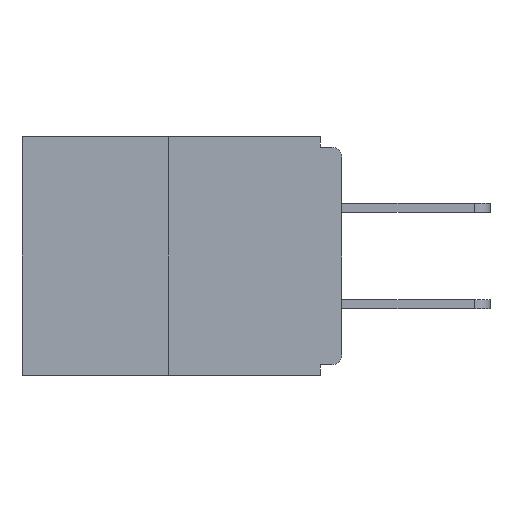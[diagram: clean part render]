
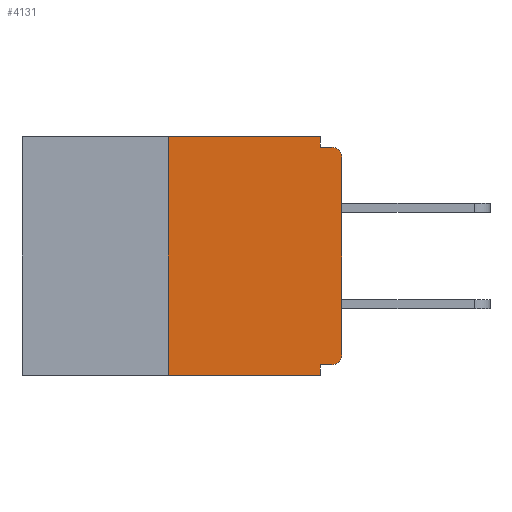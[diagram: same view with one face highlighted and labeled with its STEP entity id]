
A CAD part, left-side view. The second image highlights one B-rep face of the part: STEP entity #4131.
In plain terms, the highlighted planar face has unit normal (-1, 0, 0).
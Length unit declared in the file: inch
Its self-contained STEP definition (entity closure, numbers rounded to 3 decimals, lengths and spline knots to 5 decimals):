
#74 = DIRECTION ( 'NONE',  ( 0., 0., -1. ) ) ;
#174 = CARTESIAN_POINT ( 'NONE',  ( 0., 0.25, -0.343 ) ) ;
#238 = EDGE_CURVE ( 'NONE', #13569, #15112, #5063, .T. ) ;
#353 = VERTEX_POINT ( 'NONE', #8294 ) ;
#683 = DIRECTION ( 'NONE',  ( 0., 0., -1. ) ) ;
#757 = CARTESIAN_POINT ( 'NONE',  ( 0., 0.031, -0.343 ) ) ;
#975 = DIRECTION ( 'NONE',  ( 0., 1., 0. ) ) ;
#1650 = CARTESIAN_POINT ( 'NONE',  ( 0., 0.031, -0.343 ) ) ;
#1764 = VERTEX_POINT ( 'NONE', #11323 ) ;
#1964 = DIRECTION ( 'NONE',  ( 0., -1., 0. ) ) ;
#2052 = VERTEX_POINT ( 'NONE', #5789 ) ;
#2503 = EDGE_CURVE ( 'NONE', #353, #8261, #5485, .T. ) ;
#2871 = VECTOR ( 'NONE', #7114, 39.37008 ) ;
#2878 = VERTEX_POINT ( 'NONE', #8072 ) ;
#2908 = VERTEX_POINT ( 'NONE', #174 ) ;
#2943 = LINE ( 'NONE', #5119, #19407 ) ;
#3388 = ORIENTED_EDGE ( 'NONE', *, *, #12030, .T. ) ;
#3410 = EDGE_LOOP ( 'NONE', ( #4849, #12712, #3388, #14990, #19452, #19153, #18178, #7369, #6343, #19768 ) ) ;
#3662 = VERTEX_POINT ( 'NONE', #11491 ) ;
#4131 = ADVANCED_FACE ( 'NONE', ( #7381 ), #4898, .F. ) ;
#4318 = CARTESIAN_POINT ( 'NONE',  ( 0., 0.015, -0.313 ) ) ;
#4849 = ORIENTED_EDGE ( 'NONE', *, *, #2503, .F. ) ;
#4885 = EDGE_CURVE ( 'NONE', #8261, #2878, #5858, .T. ) ;
#4898 = PLANE ( 'NONE',  #14939 ) ;
#5063 = LINE ( 'NONE', #18907, #19297 ) ;
#5119 = CARTESIAN_POINT ( 'NONE',  ( 0., 0., -0.015 ) ) ;
#5485 = LINE ( 'NONE', #19432, #16466 ) ;
#5789 = CARTESIAN_POINT ( 'NONE',  ( 0., 0.015, -0.328 ) ) ;
#5858 = LINE ( 'NONE', #7301, #8856 ) ;
#6153 = AXIS2_PLACEMENT_3D ( 'NONE', #4318, #7514, #15392 ) ;
#6343 = ORIENTED_EDGE ( 'NONE', *, *, #9880, .F. ) ;
#7114 = DIRECTION ( 'NONE',  ( 0., 0., -1. ) ) ;
#7301 = CARTESIAN_POINT ( 'NONE',  ( 0., 0.031, 0. ) ) ;
#7369 = ORIENTED_EDGE ( 'NONE', *, *, #9941, .T. ) ;
#7381 = FACE_OUTER_BOUND ( 'NONE', #3410, .T. ) ;
#7514 = DIRECTION ( 'NONE',  ( -1., 0., 0. ) ) ;
#8072 = CARTESIAN_POINT ( 'NONE',  ( 0., 0.031, -0.015 ) ) ;
#8261 = VERTEX_POINT ( 'NONE', #13696 ) ;
#8294 = CARTESIAN_POINT ( 'NONE',  ( 0., 0.25, 0. ) ) ;
#8848 = DIRECTION ( 'NONE',  ( 0., -1., 0. ) ) ;
#8856 = VECTOR ( 'NONE', #12109, 39.37008 ) ;
#9292 = CARTESIAN_POINT ( 'NONE',  ( 0., 0., -0.03 ) ) ;
#9426 = DIRECTION ( 'NONE',  ( 0., 0., 1. ) ) ;
#9880 = EDGE_CURVE ( 'NONE', #2878, #1764, #2943, .T. ) ;
#9893 = AXIS2_PLACEMENT_3D ( 'NONE', #13390, #11844, #683 ) ;
#9941 = EDGE_CURVE ( 'NONE', #15112, #1764, #17134, .T. ) ;
#9958 = LINE ( 'NONE', #10543, #12943 ) ;
#10137 = EDGE_CURVE ( 'NONE', #2052, #13569, #14137, .T. ) ;
#10252 = DIRECTION ( 'NONE',  ( 0., -1., 0. ) ) ;
#10543 = CARTESIAN_POINT ( 'NONE',  ( 0., 0., -0.328 ) ) ;
#11162 = VECTOR ( 'NONE', #8848, 39.37008 ) ;
#11269 = CARTESIAN_POINT ( 'NONE',  ( 0., 0., -0.313 ) ) ;
#11323 = CARTESIAN_POINT ( 'NONE',  ( 0., 0.015, -0.015 ) ) ;
#11491 = CARTESIAN_POINT ( 'NONE',  ( 0., 0.031, -0.328 ) ) ;
#11606 = EDGE_CURVE ( 'NONE', #2052, #3662, #9958, .T. ) ;
#11658 = LINE ( 'NONE', #15449, #11162 ) ;
#11844 = DIRECTION ( 'NONE',  ( -1., 0., 0. ) ) ;
#12030 = EDGE_CURVE ( 'NONE', #2908, #14027, #11658, .T. ) ;
#12109 = DIRECTION ( 'NONE',  ( 0., 0., -1. ) ) ;
#12551 = CARTESIAN_POINT ( 'NONE',  ( 0., 0.25, 0. ) ) ;
#12712 = ORIENTED_EDGE ( 'NONE', *, *, #15167, .F. ) ;
#12943 = VECTOR ( 'NONE', #975, 39.37008 ) ;
#13390 = CARTESIAN_POINT ( 'NONE',  ( 0., 0.015, -0.03 ) ) ;
#13569 = VERTEX_POINT ( 'NONE', #11269 ) ;
#13696 = CARTESIAN_POINT ( 'NONE',  ( 0., 0.031, 0. ) ) ;
#13938 = EDGE_CURVE ( 'NONE', #3662, #14027, #17833, .T. ) ;
#14027 = VERTEX_POINT ( 'NONE', #1650 ) ;
#14137 = CIRCLE ( 'NONE', #6153, 0.015 ) ;
#14295 = CARTESIAN_POINT ( 'NONE',  ( 0., 0.46, 0. ) ) ;
#14782 = VECTOR ( 'NONE', #17458, 39.37008 ) ;
#14939 = AXIS2_PLACEMENT_3D ( 'NONE', #14295, #17516, #74 ) ;
#14990 = ORIENTED_EDGE ( 'NONE', *, *, #13938, .F. ) ;
#15112 = VERTEX_POINT ( 'NONE', #9292 ) ;
#15167 = EDGE_CURVE ( 'NONE', #2908, #353, #20504, .T. ) ;
#15392 = DIRECTION ( 'NONE',  ( 0., 0., -1. ) ) ;
#15449 = CARTESIAN_POINT ( 'NONE',  ( 0., 0.46, -0.343 ) ) ;
#16466 = VECTOR ( 'NONE', #1964, 39.37008 ) ;
#17134 = CIRCLE ( 'NONE', #9893, 0.015 ) ;
#17458 = DIRECTION ( 'NONE',  ( 0., 0., 1. ) ) ;
#17516 = DIRECTION ( 'NONE',  ( 1., 0., 0. ) ) ;
#17833 = LINE ( 'NONE', #757, #2871 ) ;
#18178 = ORIENTED_EDGE ( 'NONE', *, *, #238, .T. ) ;
#18907 = CARTESIAN_POINT ( 'NONE',  ( 0., 0., 0. ) ) ;
#19153 = ORIENTED_EDGE ( 'NONE', *, *, #10137, .T. ) ;
#19297 = VECTOR ( 'NONE', #9426, 39.37008 ) ;
#19407 = VECTOR ( 'NONE', #10252, 39.37008 ) ;
#19432 = CARTESIAN_POINT ( 'NONE',  ( 0., 0.46, 0. ) ) ;
#19452 = ORIENTED_EDGE ( 'NONE', *, *, #11606, .F. ) ;
#19768 = ORIENTED_EDGE ( 'NONE', *, *, #4885, .F. ) ;
#20504 = LINE ( 'NONE', #12551, #14782 ) ;
